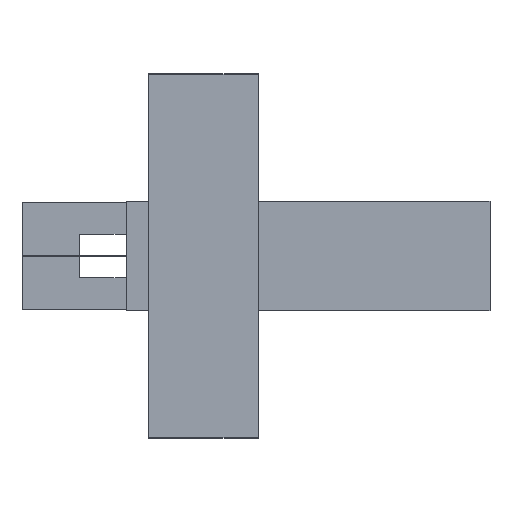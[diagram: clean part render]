
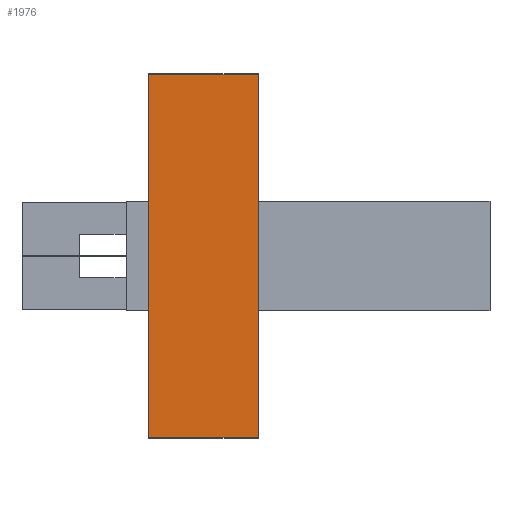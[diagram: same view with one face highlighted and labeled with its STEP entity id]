
A CAD part, top view. The second image highlights one B-rep face of the part: STEP entity #1976.
In plain terms, the highlighted planar face has unit normal (0, 0, 1).
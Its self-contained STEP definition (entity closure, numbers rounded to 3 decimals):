
#1976 = ADVANCED_FACE( '', ( #5246 ), #5247, .T. );
#5246 = FACE_OUTER_BOUND( '', #8855, .T. );
#5247 = PLANE( '', #8856 );
#8855 = EDGE_LOOP( '', ( #23179, #23180, #23181, #23182 ) );
#8856 = AXIS2_PLACEMENT_3D( '', #23183, #23184, #23185 );
#23179 = ORIENTED_EDGE( '', *, *, #27277, .T. );
#23180 = ORIENTED_EDGE( '', *, *, #27343, .T. );
#23181 = ORIENTED_EDGE( '', *, *, #27352, .T. );
#23182 = ORIENTED_EDGE( '', *, *, #27454, .T. );
#23183 = CARTESIAN_POINT( '', ( -105.75, -75., 59. ) );
#23184 = DIRECTION( '', ( 0., 0., 1. ) );
#23185 = DIRECTION( '', ( 1., 0., 0. ) );
#27277 = EDGE_CURVE( '', #33994, #33992, #33995, .T. );
#27343 = EDGE_CURVE( '', #33992, #34110, #34112, .T. );
#27352 = EDGE_CURVE( '', #34110, #34125, #34127, .T. );
#27454 = EDGE_CURVE( '', #34125, #33994, #34276, .T. );
#33992 = VERTEX_POINT( '', #47425 );
#33994 = VERTEX_POINT( '', #47428 );
#33995 = LINE( '', #47429, #47430 );
#34110 = VERTEX_POINT( '', #47584 );
#34112 = LINE( '', #47587, #47588 );
#34125 = VERTEX_POINT( '', #47605 );
#34127 = LINE( '', #47608, #47609 );
#34276 = LINE( '', #47809, #47810 );
#47425 = CARTESIAN_POINT( '', ( -105.75, -75., 59. ) );
#47428 = CARTESIAN_POINT( '', ( -105.75, 75., 59. ) );
#47429 = CARTESIAN_POINT( '', ( -105.75, 75., 59. ) );
#47430 = VECTOR( '', #52177, 1000. );
#47584 = CARTESIAN_POINT( '', ( 393.25, -75., 59. ) );
#47587 = CARTESIAN_POINT( '', ( -105.75, -75., 59. ) );
#47588 = VECTOR( '', #52293, 1000. );
#47605 = CARTESIAN_POINT( '', ( 393.25, 75., 59. ) );
#47608 = CARTESIAN_POINT( '', ( 393.25, -75., 59. ) );
#47609 = VECTOR( '', #52308, 1000. );
#47809 = CARTESIAN_POINT( '', ( 393.25, 75., 59. ) );
#47810 = VECTOR( '', #52510, 1000. );
#52177 = DIRECTION( '', ( 0., -1., 0. ) );
#52293 = DIRECTION( '', ( 1., 0., 0. ) );
#52308 = DIRECTION( '', ( 0., 1., 0. ) );
#52510 = DIRECTION( '', ( -1., 0., 0. ) );
